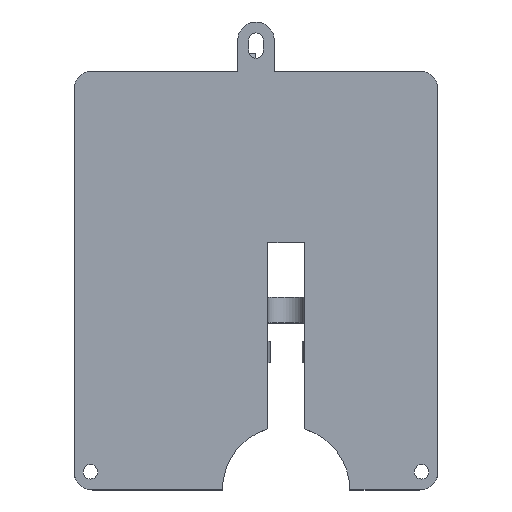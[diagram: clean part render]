
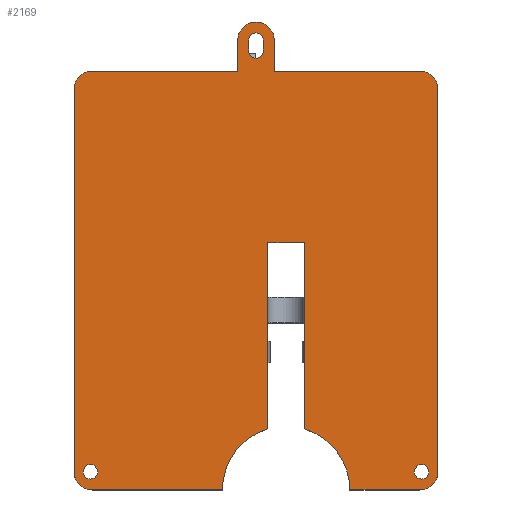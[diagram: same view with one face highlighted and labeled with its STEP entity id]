
A CAD part, top view. The second image highlights one B-rep face of the part: STEP entity #2169.
In plain terms, the highlighted planar face has unit normal (0, 0, 1).
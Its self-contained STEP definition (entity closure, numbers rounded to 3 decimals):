
#58=FACE_BOUND('',#321,.T.);
#59=FACE_BOUND('',#322,.T.);
#60=FACE_BOUND('',#323,.T.);
#112=CIRCLE('',#2321,17.5);
#114=CIRCLE('',#2324,17.5);
#115=CIRCLE('',#2327,5.);
#116=CIRCLE('',#2328,5.);
#117=CIRCLE('',#2329,5.);
#118=CIRCLE('',#2330,5.);
#119=CIRCLE('',#2331,5.);
#120=CIRCLE('',#2332,2.);
#121=CIRCLE('',#2333,2.);
#122=CIRCLE('',#2334,2.);
#123=CIRCLE('',#2335,2.);
#203=FACE_OUTER_BOUND('',#320,.T.);
#320=EDGE_LOOP('',(#1517,#1518,#1519,#1520,#1521,#1522,#1523,#1524,#1525,
#1526,#1527,#1528,#1529,#1530,#1531,#1532,#1533,#1534));
#321=EDGE_LOOP('',(#1535));
#322=EDGE_LOOP('',(#1536));
#323=EDGE_LOOP('',(#1537,#1538,#1539,#1540));
#490=LINE('',#3247,#716);
#497=LINE('',#3271,#723);
#498=LINE('',#3276,#724);
#499=LINE('',#3280,#725);
#500=LINE('',#3282,#726);
#501=LINE('',#3286,#727);
#502=LINE('',#3288,#728);
#503=LINE('',#3292,#729);
#504=LINE('',#3295,#730);
#505=LINE('',#3296,#731);
#506=LINE('',#3297,#732);
#507=LINE('',#3304,#733);
#508=LINE('',#3308,#734);
#716=VECTOR('',#2591,10.);
#723=VECTOR('',#2612,10.);
#724=VECTOR('',#2617,10.);
#725=VECTOR('',#2620,10.);
#726=VECTOR('',#2621,10.);
#727=VECTOR('',#2624,10.);
#728=VECTOR('',#2625,10.);
#729=VECTOR('',#2628,10.);
#730=VECTOR('',#2631,10.);
#731=VECTOR('',#2632,10.);
#732=VECTOR('',#2633,10.);
#733=VECTOR('',#2638,10.);
#734=VECTOR('',#2641,10.);
#948=VERTEX_POINT('',#3241);
#950=VERTEX_POINT('',#3245);
#952=VERTEX_POINT('',#3250);
#954=VERTEX_POINT('',#3254);
#956=VERTEX_POINT('',#3259);
#958=VERTEX_POINT('',#3263);
#960=VERTEX_POINT('',#3269);
#961=VERTEX_POINT('',#3273);
#962=VERTEX_POINT('',#3275);
#963=VERTEX_POINT('',#3277);
#964=VERTEX_POINT('',#3279);
#965=VERTEX_POINT('',#3281);
#966=VERTEX_POINT('',#3283);
#967=VERTEX_POINT('',#3285);
#968=VERTEX_POINT('',#3287);
#969=VERTEX_POINT('',#3289);
#970=VERTEX_POINT('',#3291);
#971=VERTEX_POINT('',#3293);
#972=VERTEX_POINT('',#3298);
#973=VERTEX_POINT('',#3300);
#974=VERTEX_POINT('',#3302);
#975=VERTEX_POINT('',#3303);
#976=VERTEX_POINT('',#3305);
#977=VERTEX_POINT('',#3307);
#1172=EDGE_CURVE('',#950,#948,#490,.T.);
#1176=EDGE_CURVE('',#952,#954,#112,.T.);
#1180=EDGE_CURVE('',#956,#958,#114,.T.);
#1183=EDGE_CURVE('',#958,#960,#497,.T.);
#1184=EDGE_CURVE('',#961,#960,#115,.T.);
#1185=EDGE_CURVE('',#961,#962,#498,.T.);
#1186=EDGE_CURVE('',#963,#962,#116,.T.);
#1187=EDGE_CURVE('',#963,#964,#499,.T.);
#1188=EDGE_CURVE('',#964,#965,#500,.T.);
#1189=EDGE_CURVE('',#965,#966,#117,.T.);
#1190=EDGE_CURVE('',#966,#967,#501,.T.);
#1191=EDGE_CURVE('',#967,#968,#502,.T.);
#1192=EDGE_CURVE('',#969,#968,#118,.T.);
#1193=EDGE_CURVE('',#969,#970,#503,.T.);
#1194=EDGE_CURVE('',#971,#970,#119,.T.);
#1195=EDGE_CURVE('',#971,#952,#504,.T.);
#1196=EDGE_CURVE('',#954,#948,#505,.T.);
#1197=EDGE_CURVE('',#950,#956,#506,.T.);
#1198=EDGE_CURVE('',#972,#972,#120,.T.);
#1199=EDGE_CURVE('',#973,#973,#121,.T.);
#1200=EDGE_CURVE('',#974,#975,#507,.T.);
#1201=EDGE_CURVE('',#975,#976,#122,.T.);
#1202=EDGE_CURVE('',#976,#977,#508,.T.);
#1203=EDGE_CURVE('',#977,#974,#123,.T.);
#1517=ORIENTED_EDGE('',*,*,#1180,.T.);
#1518=ORIENTED_EDGE('',*,*,#1183,.T.);
#1519=ORIENTED_EDGE('',*,*,#1184,.F.);
#1520=ORIENTED_EDGE('',*,*,#1185,.T.);
#1521=ORIENTED_EDGE('',*,*,#1186,.F.);
#1522=ORIENTED_EDGE('',*,*,#1187,.T.);
#1523=ORIENTED_EDGE('',*,*,#1188,.T.);
#1524=ORIENTED_EDGE('',*,*,#1189,.T.);
#1525=ORIENTED_EDGE('',*,*,#1190,.T.);
#1526=ORIENTED_EDGE('',*,*,#1191,.T.);
#1527=ORIENTED_EDGE('',*,*,#1192,.F.);
#1528=ORIENTED_EDGE('',*,*,#1193,.T.);
#1529=ORIENTED_EDGE('',*,*,#1194,.F.);
#1530=ORIENTED_EDGE('',*,*,#1195,.T.);
#1531=ORIENTED_EDGE('',*,*,#1176,.T.);
#1532=ORIENTED_EDGE('',*,*,#1196,.T.);
#1533=ORIENTED_EDGE('',*,*,#1172,.F.);
#1534=ORIENTED_EDGE('',*,*,#1197,.T.);
#1535=ORIENTED_EDGE('',*,*,#1198,.T.);
#1536=ORIENTED_EDGE('',*,*,#1199,.T.);
#1537=ORIENTED_EDGE('',*,*,#1200,.T.);
#1538=ORIENTED_EDGE('',*,*,#1201,.T.);
#1539=ORIENTED_EDGE('',*,*,#1202,.T.);
#1540=ORIENTED_EDGE('',*,*,#1203,.T.);
#2087=PLANE('',#2326);
#2169=ADVANCED_FACE('',(#203,#58,#59,#60),#2087,.T.);
#2321=AXIS2_PLACEMENT_3D('',#3256,#2598,#2599);
#2324=AXIS2_PLACEMENT_3D('',#3265,#2606,#2607);
#2326=AXIS2_PLACEMENT_3D('',#3272,#2613,#2614);
#2327=AXIS2_PLACEMENT_3D('',#3274,#2615,#2616);
#2328=AXIS2_PLACEMENT_3D('',#3278,#2618,#2619);
#2329=AXIS2_PLACEMENT_3D('',#3284,#2622,#2623);
#2330=AXIS2_PLACEMENT_3D('',#3290,#2626,#2627);
#2331=AXIS2_PLACEMENT_3D('',#3294,#2629,#2630);
#2332=AXIS2_PLACEMENT_3D('',#3299,#2634,#2635);
#2333=AXIS2_PLACEMENT_3D('',#3301,#2636,#2637);
#2334=AXIS2_PLACEMENT_3D('',#3306,#2639,#2640);
#2335=AXIS2_PLACEMENT_3D('',#3309,#2642,#2643);
#2591=DIRECTION('',(-1.,0.,0.));
#2598=DIRECTION('center_axis',(0.,0.,
-1.));
#2599=DIRECTION('ref_axis',(-1.,0.,0.));
#2606=DIRECTION('center_axis',(0.,0.,
-1.));
#2607=DIRECTION('ref_axis',(-1.,0.,0.));
#2612=DIRECTION('',(1.,0.,0.));
#2613=DIRECTION('center_axis',(0.,0.,
1.));
#2614=DIRECTION('ref_axis',(1.,0.,0.));
#2615=DIRECTION('center_axis',(0.,0.,
-1.));
#2616=DIRECTION('ref_axis',(0.707,-0.707,0.));
#2617=DIRECTION('',(0.,1.,0.));
#2618=DIRECTION('center_axis',(0.,0.,
-1.));
#2619=DIRECTION('ref_axis',(0.707,0.707,0.));
#2620=DIRECTION('',(-1.,0.,0.));
#2621=DIRECTION('',(0.,1.,0.));
#2622=DIRECTION('center_axis',(0.,0.,1.));
#2623=DIRECTION('ref_axis',(1.,0.,0.));
#2624=DIRECTION('',(0.,-1.,0.));
#2625=DIRECTION('',(-1.,0.,0.));
#2626=DIRECTION('center_axis',(0.,0.,
-1.));
#2627=DIRECTION('ref_axis',(-0.707,0.707,0.));
#2628=DIRECTION('',(0.,-1.,0.));
#2629=DIRECTION('center_axis',(0.,0.,
-1.));
#2630=DIRECTION('ref_axis',(-0.707,-0.707,0.));
#2631=DIRECTION('',(1.,0.,0.));
#2632=DIRECTION('',(0.,1.,0.));
#2633=DIRECTION('',(0.,-1.,0.));
#2634=DIRECTION('center_axis',(0.,0.,
-1.));
#2635=DIRECTION('ref_axis',(-1.,0.,0.));
#2636=DIRECTION('center_axis',(0.,0.,
-1.));
#2637=DIRECTION('ref_axis',(-1.,0.,0.));
#2638=DIRECTION('',(0.,-1.,0.));
#2639=DIRECTION('center_axis',(0.,0.,-1.));
#2640=DIRECTION('ref_axis',(1.,0.,0.));
#2641=DIRECTION('',(0.,1.,0.));
#2642=DIRECTION('center_axis',(0.,0.,-1.));
#2643=DIRECTION('ref_axis',(-1.,0.,0.));
#3241=CARTESIAN_POINT('',(4.118,15.796,5.));
#3245=CARTESIAN_POINT('',(14.118,15.796,5.));
#3247=CARTESIAN_POINT('',(14.118,15.796,5.));
#3250=CARTESIAN_POINT('',(-8.382,-52.111,5.));
#3254=CARTESIAN_POINT('',(4.118,-35.34,5.));
#3256=CARTESIAN_POINT('Origin',(9.118,-52.111,5.));
#3259=CARTESIAN_POINT('',(14.118,-35.34,5.));
#3263=CARTESIAN_POINT('',(26.618,-52.111,5.));
#3265=CARTESIAN_POINT('Origin',(9.118,-52.111,5.));
#3269=CARTESIAN_POINT('',(45.85,-52.111,5.));
#3271=CARTESIAN_POINT('',(-49.15,-52.111,5.));
#3272=CARTESIAN_POINT('Origin',(0.85,12.177,5.));
#3273=CARTESIAN_POINT('',(50.85,-47.111,5.));
#3274=CARTESIAN_POINT('Origin',(45.85,-47.111,5.));
#3275=CARTESIAN_POINT('',(50.85,57.964,5.));
#3276=CARTESIAN_POINT('',(50.85,-52.111,5.));
#3277=CARTESIAN_POINT('',(45.85,62.964,5.));
#3278=CARTESIAN_POINT('Origin',(45.85,57.964,5.));
#3279=CARTESIAN_POINT('',(5.85,62.964,5.));
#3280=CARTESIAN_POINT('',(50.85,62.964,5.));
#3281=CARTESIAN_POINT('',(5.85,71.464,5.));
#3282=CARTESIAN_POINT('',(5.85,62.964,5.));
#3283=CARTESIAN_POINT('',(-4.15,71.464,5.));
#3284=CARTESIAN_POINT('Origin',(0.85,71.464,5.));
#3285=CARTESIAN_POINT('',(-4.15,62.964,5.));
#3286=CARTESIAN_POINT('',(-4.15,71.464,5.));
#3287=CARTESIAN_POINT('',(-44.15,62.964,5.));
#3288=CARTESIAN_POINT('',(-4.15,62.964,5.));
#3289=CARTESIAN_POINT('',(-49.15,57.964,5.));
#3290=CARTESIAN_POINT('Origin',(-44.15,57.964,5.));
#3291=CARTESIAN_POINT('',(-49.15,-47.111,5.));
#3292=CARTESIAN_POINT('',(-49.15,62.964,5.));
#3293=CARTESIAN_POINT('',(-44.15,-52.111,5.));
#3294=CARTESIAN_POINT('Origin',(-44.15,-47.111,5.));
#3295=CARTESIAN_POINT('',(-49.15,-52.111,5.));
#3296=CARTESIAN_POINT('',(4.118,-19.967,5.));
#3297=CARTESIAN_POINT('',(14.118,6.486,5.));
#3298=CARTESIAN_POINT('',(48.35,-47.111,5.));
#3299=CARTESIAN_POINT('Origin',(46.35,-47.111,5.));
#3300=CARTESIAN_POINT('',(-42.65,-47.111,5.));
#3301=CARTESIAN_POINT('Origin',(-44.65,-47.111,5.));
#3302=CARTESIAN_POINT('',(2.85,71.464,5.));
#3303=CARTESIAN_POINT('',(2.85,68.464,5.));
#3304=CARTESIAN_POINT('',(2.85,71.464,5.));
#3305=CARTESIAN_POINT('',(-1.15,68.464,5.));
#3306=CARTESIAN_POINT('Origin',(0.85,68.464,5.));
#3307=CARTESIAN_POINT('',(-1.15,71.464,5.));
#3308=CARTESIAN_POINT('',(-1.15,68.464,5.));
#3309=CARTESIAN_POINT('Origin',(0.85,71.464,5.));
